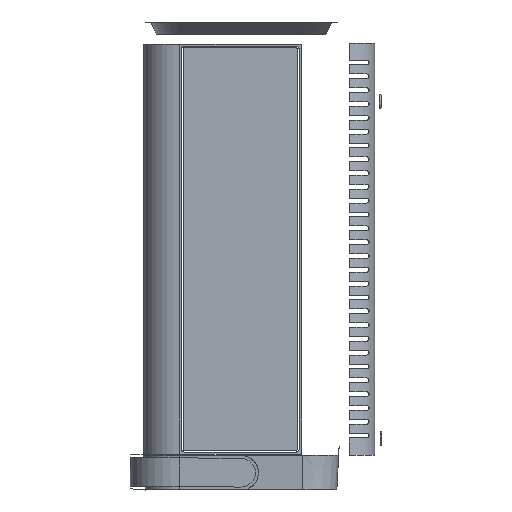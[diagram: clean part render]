
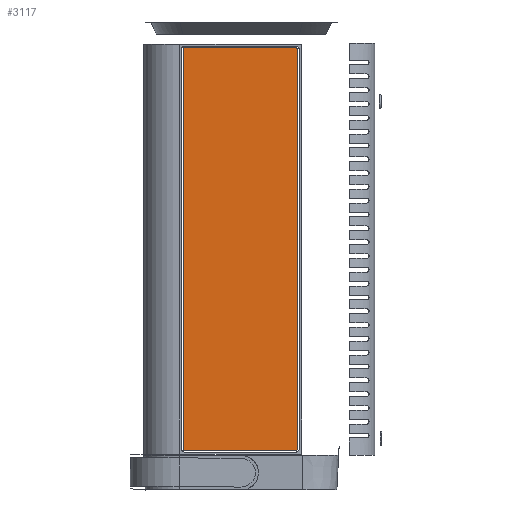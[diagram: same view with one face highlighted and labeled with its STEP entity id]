
A CAD part, left-side view. The second image highlights one B-rep face of the part: STEP entity #3117.
In plain terms, the highlighted planar face has unit normal (-1, 0, 0).
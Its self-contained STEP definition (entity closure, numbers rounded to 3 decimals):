
#3042=DIRECTION('',(0.,-1.,0.));
#3043=VECTOR('',#3042,64.4);
#3044=CARTESIAN_POINT('',(-126.9,54.,117.61));
#3045=LINE('',#3044,#3043);
#3046=CARTESIAN_POINT('',(-126.9,-10.4,
116.71));
#3047=DIRECTION('',(1.,0.,0.));
#3048=DIRECTION('',(0.,0.,1.));
#3049=AXIS2_PLACEMENT_3D('',#3046,#3047,#3048);
#3051=DIRECTION('',(0.,0.,-1.));
#3052=VECTOR('',#3051,231.465);
#3053=CARTESIAN_POINT('',(-126.9,-11.3,
116.71));
#3054=LINE('',#3053,#3052);
#3055=CARTESIAN_POINT('',(-126.9,-10.4,
-114.755));
#3056=DIRECTION('',(1.,0.,0.));
#3057=DIRECTION('',(0.,-1.,0.));
#3058=AXIS2_PLACEMENT_3D('',#3055,#3056,#3057);
#3060=DIRECTION('',(0.,1.,0.));
#3061=VECTOR('',#3060,64.4);
#3062=CARTESIAN_POINT('',(-126.9,-10.4,
-115.655));
#3063=LINE('',#3062,#3061);
#3064=CARTESIAN_POINT('',(-126.9,54.,
-114.755));
#3065=DIRECTION('',(1.,0.,0.));
#3066=DIRECTION('',(0.,0.,-1.));
#3067=AXIS2_PLACEMENT_3D('',#3064,#3065,#3066);
#3069=DIRECTION('',(0.,0.,1.));
#3070=VECTOR('',#3069,231.465);
#3071=CARTESIAN_POINT('',(-126.9,54.9,
-114.755));
#3072=LINE('',#3071,#3070);
#3073=CARTESIAN_POINT('',(-126.9,54.,116.71));
#3074=DIRECTION('',(1.,0.,0.));
#3075=DIRECTION('',(0.,1.,0.));
#3076=AXIS2_PLACEMENT_3D('',#3073,#3074,#3075);
#3078=CARTESIAN_POINT('',(-126.9,-10.4,
117.61));
#3079=CARTESIAN_POINT('',(-126.9,54.,117.61));
#3080=VERTEX_POINT('',#3078);
#3081=VERTEX_POINT('',#3079);
#3082=CARTESIAN_POINT('',(-126.9,-11.3,
116.71));
#3083=VERTEX_POINT('',#3082);
#3084=CARTESIAN_POINT('',(-126.9,-11.3,
-114.755));
#3085=VERTEX_POINT('',#3084);
#3086=CARTESIAN_POINT('',(-126.9,-10.4,
-115.655));
#3087=VERTEX_POINT('',#3086);
#3088=CARTESIAN_POINT('',(-126.9,54.,
-115.655));
#3089=VERTEX_POINT('',#3088);
#3090=CARTESIAN_POINT('',(-126.9,54.9,
-114.755));
#3091=VERTEX_POINT('',#3090);
#3092=CARTESIAN_POINT('',(-126.9,54.9,116.71));
#3093=VERTEX_POINT('',#3092);
#3094=CARTESIAN_POINT('',(-126.9,31.76,0.));
#3095=DIRECTION('',(-1.,0.,0.));
#3096=DIRECTION('',(0.,0.,-1.));
#3097=AXIS2_PLACEMENT_3D('',#3094,#3095,#3096);
#3098=PLANE('',#3097);
#3100=ORIENTED_EDGE('',*,*,#3099,.T.);
#3102=ORIENTED_EDGE('',*,*,#3101,.T.);
#3104=ORIENTED_EDGE('',*,*,#3103,.T.);
#3106=ORIENTED_EDGE('',*,*,#3105,.T.);
#3108=ORIENTED_EDGE('',*,*,#3107,.T.);
#3110=ORIENTED_EDGE('',*,*,#3109,.T.);
#3112=ORIENTED_EDGE('',*,*,#3111,.T.);
#3114=ORIENTED_EDGE('',*,*,#3113,.T.);
#3115=EDGE_LOOP('',(#3100,#3102,#3104,#3106,#3108,#3110,#3112,#3114));
#3116=FACE_OUTER_BOUND('',#3115,.F.);
#3050=CIRCLE('',#3049,0.9);
#3059=CIRCLE('',#3058,0.9);
#3068=CIRCLE('',#3067,0.9);
#3077=CIRCLE('',#3076,0.9);
#3099=EDGE_CURVE('',#3081,#3080,#3045,.T.);
#3101=EDGE_CURVE('',#3080,#3083,#3050,.T.);
#3103=EDGE_CURVE('',#3083,#3085,#3054,.T.);
#3105=EDGE_CURVE('',#3085,#3087,#3059,.T.);
#3107=EDGE_CURVE('',#3087,#3089,#3063,.T.);
#3109=EDGE_CURVE('',#3089,#3091,#3068,.T.);
#3111=EDGE_CURVE('',#3091,#3093,#3072,.T.);
#3113=EDGE_CURVE('',#3093,#3081,#3077,.T.);
#3117=ADVANCED_FACE('',(#3116),#3098,.T.);
